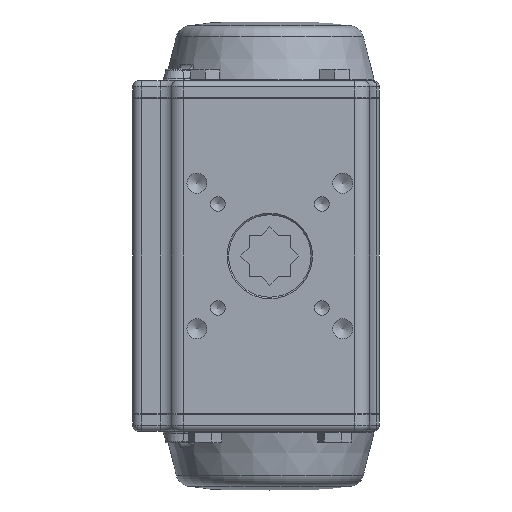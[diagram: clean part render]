
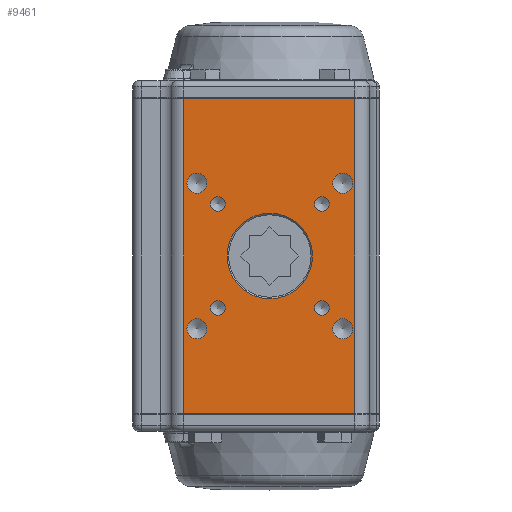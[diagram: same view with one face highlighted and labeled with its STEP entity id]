
A CAD part, front view. The second image highlights one B-rep face of the part: STEP entity #9461.
In plain terms, the highlighted planar face has unit normal (0, -1, 0).
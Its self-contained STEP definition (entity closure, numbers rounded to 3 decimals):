
#199=PLANE('',#10336);
#412=LINE('',#14850,#977);
#430=LINE('',#14935,#995);
#460=LINE('',#15039,#1025);
#461=LINE('',#15041,#1026);
#977=VECTOR('',#11712,1000.);
#995=VECTOR('',#11780,1000.);
#1025=VECTOR('',#11882,1000.);
#1026=VECTOR('',#11885,1000.);
#2257=ORIENTED_EDGE('',*,*,#4853,.T.);
#2258=ORIENTED_EDGE('',*,*,#4948,.F.);
#2259=ORIENTED_EDGE('',*,*,#4895,.F.);
#2260=ORIENTED_EDGE('',*,*,#4949,.T.);
#2261=ORIENTED_EDGE('',*,*,#4790,.F.);
#2262=ORIENTED_EDGE('',*,*,#4788,.F.);
#2263=ORIENTED_EDGE('',*,*,#4786,.F.);
#2264=ORIENTED_EDGE('',*,*,#4784,.F.);
#2265=ORIENTED_EDGE('',*,*,#4782,.F.);
#2266=ORIENTED_EDGE('',*,*,#4780,.F.);
#2267=ORIENTED_EDGE('',*,*,#4778,.F.);
#2268=ORIENTED_EDGE('',*,*,#4776,.F.);
#2269=ORIENTED_EDGE('',*,*,#4774,.T.);
#4774=EDGE_CURVE('',#6176,#6176,#7040,.T.);
#4776=EDGE_CURVE('',#6179,#6179,#7042,.T.);
#4778=EDGE_CURVE('',#6182,#6182,#7044,.T.);
#4780=EDGE_CURVE('',#6185,#6185,#7046,.T.);
#4782=EDGE_CURVE('',#6188,#6188,#7048,.T.);
#4784=EDGE_CURVE('',#6191,#6191,#7050,.T.);
#4786=EDGE_CURVE('',#6194,#6194,#7052,.T.);
#4788=EDGE_CURVE('',#6197,#6197,#7054,.T.);
#4790=EDGE_CURVE('',#6200,#6200,#7056,.T.);
#4853=EDGE_CURVE('',#6257,#6256,#412,.T.);
#4895=EDGE_CURVE('',#6298,#6299,#430,.T.);
#4948=EDGE_CURVE('',#6299,#6256,#460,.T.);
#4949=EDGE_CURVE('',#6298,#6257,#461,.T.);
#6176=VERTEX_POINT('',#14654);
#6179=VERTEX_POINT('',#14661);
#6182=VERTEX_POINT('',#14668);
#6185=VERTEX_POINT('',#14675);
#6188=VERTEX_POINT('',#14682);
#6191=VERTEX_POINT('',#14689);
#6194=VERTEX_POINT('',#14696);
#6197=VERTEX_POINT('',#14703);
#6200=VERTEX_POINT('',#14710);
#6256=VERTEX_POINT('',#14849);
#6257=VERTEX_POINT('',#14851);
#6298=VERTEX_POINT('',#14934);
#6299=VERTEX_POINT('',#14936);
#7040=CIRCLE('',#10188,14.5);
#7042=CIRCLE('',#10192,2.5);
#7044=CIRCLE('',#10196,2.5);
#7046=CIRCLE('',#10200,2.5);
#7048=CIRCLE('',#10204,2.5);
#7050=CIRCLE('',#10208,3.4);
#7052=CIRCLE('',#10212,3.4);
#7054=CIRCLE('',#10216,3.4);
#7056=CIRCLE('',#10220,3.4);
#7729=EDGE_LOOP('',(#2257,#2258,#2259,#2260));
#7730=EDGE_LOOP('',(#2261));
#7731=EDGE_LOOP('',(#2262));
#7732=EDGE_LOOP('',(#2263));
#7733=EDGE_LOOP('',(#2264));
#7734=EDGE_LOOP('',(#2265));
#7735=EDGE_LOOP('',(#2266));
#7736=EDGE_LOOP('',(#2267));
#7737=EDGE_LOOP('',(#2268));
#7738=EDGE_LOOP('',(#2269));
#8525=FACE_BOUND('',#7729,.T.);
#8526=FACE_BOUND('',#7730,.T.);
#8527=FACE_BOUND('',#7731,.T.);
#8528=FACE_BOUND('',#7732,.T.);
#8529=FACE_BOUND('',#7733,.T.);
#8530=FACE_BOUND('',#7734,.T.);
#8531=FACE_BOUND('',#7735,.T.);
#8532=FACE_BOUND('',#7736,.T.);
#8533=FACE_BOUND('',#7737,.T.);
#8534=FACE_BOUND('',#7738,.T.);
#9461=ADVANCED_FACE('',(#8525,#8526,#8527,#8528,#8529,#8530,#8531,#8532,
#8533,#8534),#199,.F.);
#10188=AXIS2_PLACEMENT_3D('',#14653,#11509,#11510);
#10192=AXIS2_PLACEMENT_3D('',#14660,#11517,#11518);
#10196=AXIS2_PLACEMENT_3D('',#14667,#11525,#11526);
#10200=AXIS2_PLACEMENT_3D('',#14674,#11533,#11534);
#10204=AXIS2_PLACEMENT_3D('',#14681,#11541,#11542);
#10208=AXIS2_PLACEMENT_3D('',#14688,#11549,#11550);
#10212=AXIS2_PLACEMENT_3D('',#14695,#11557,#11558);
#10216=AXIS2_PLACEMENT_3D('',#14702,#11565,#11566);
#10220=AXIS2_PLACEMENT_3D('',#14709,#11573,#11574);
#10336=AXIS2_PLACEMENT_3D('',#15040,#11883,#11884);
#11509=DIRECTION('',(0.,1.,0.));
#11510=DIRECTION('',(-1.,0.,0.));
#11517=DIRECTION('',(0.,-1.,0.));
#11518=DIRECTION('',(0.,0.,-1.));
#11525=DIRECTION('',(0.,-1.,0.));
#11526=DIRECTION('',(0.,0.,-1.));
#11533=DIRECTION('',(0.,-1.,0.));
#11534=DIRECTION('',(0.,0.,-1.));
#11541=DIRECTION('',(0.,-1.,0.));
#11542=DIRECTION('',(0.,0.,-1.));
#11549=DIRECTION('',(0.,-1.,0.));
#11550=DIRECTION('',(0.,0.,-1.));
#11557=DIRECTION('',(0.,-1.,0.));
#11558=DIRECTION('',(0.,0.,-1.));
#11565=DIRECTION('',(0.,-1.,0.));
#11566=DIRECTION('',(0.,0.,-1.));
#11573=DIRECTION('',(0.,-1.,0.));
#11574=DIRECTION('',(0.,0.,-1.));
#11712=DIRECTION('',(1.,0.,0.));
#11780=DIRECTION('',(1.,0.,0.));
#11882=DIRECTION('',(0.,0.,-1.));
#11883=DIRECTION('',(0.,1.,0.));
#11884=DIRECTION('',(1.,0.,0.));
#11885=DIRECTION('',(0.,0.,-1.));
#14653=CARTESIAN_POINT('',(0.,-42.35,0.));
#14654=CARTESIAN_POINT('',(-14.5,-42.35,0.));
#14660=CARTESIAN_POINT('',(17.678,-42.35,-17.678));
#14661=CARTESIAN_POINT('',(17.678,-42.35,-20.178));
#14667=CARTESIAN_POINT('',(-17.678,-42.35,-17.678));
#14668=CARTESIAN_POINT('',(-17.678,-42.35,-20.178));
#14674=CARTESIAN_POINT('',(17.678,-42.35,17.678));
#14675=CARTESIAN_POINT('',(17.678,-42.35,15.178));
#14681=CARTESIAN_POINT('',(-17.678,-42.35,17.678));
#14682=CARTESIAN_POINT('',(-17.678,-42.35,15.178));
#14688=CARTESIAN_POINT('',(-24.749,-42.35,-24.749));
#14689=CARTESIAN_POINT('',(-24.749,-42.35,-28.149));
#14695=CARTESIAN_POINT('',(24.749,-42.35,-24.749));
#14696=CARTESIAN_POINT('',(24.749,-42.35,-28.149));
#14702=CARTESIAN_POINT('',(24.749,-42.35,24.749));
#14703=CARTESIAN_POINT('',(24.749,-42.35,21.349));
#14709=CARTESIAN_POINT('',(-24.749,-42.35,24.749));
#14710=CARTESIAN_POINT('',(-24.749,-42.35,21.349));
#14849=CARTESIAN_POINT('',(28.8,-42.35,-53.5));
#14850=CARTESIAN_POINT('',(-29.3,-42.35,-53.5));
#14851=CARTESIAN_POINT('',(-29.3,-42.35,-53.5));
#14934=CARTESIAN_POINT('',(-29.3,-42.35,53.5));
#14935=CARTESIAN_POINT('',(-29.3,-42.35,53.5));
#14936=CARTESIAN_POINT('',(28.8,-42.35,53.5));
#15039=CARTESIAN_POINT('',(28.8,-42.35,53.5));
#15040=CARTESIAN_POINT('',(-29.3,-42.35,53.5));
#15041=CARTESIAN_POINT('',(-29.3,-42.35,53.5));
